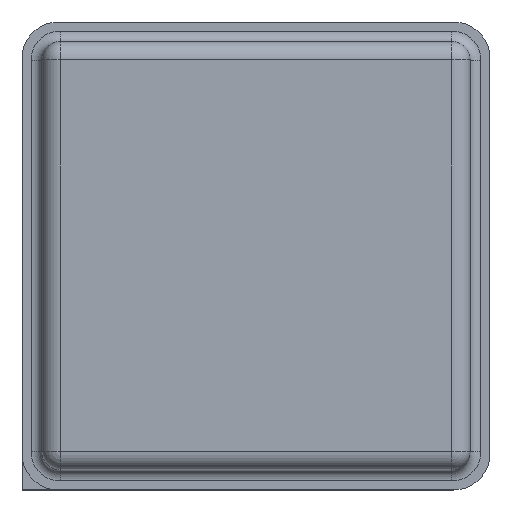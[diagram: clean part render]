
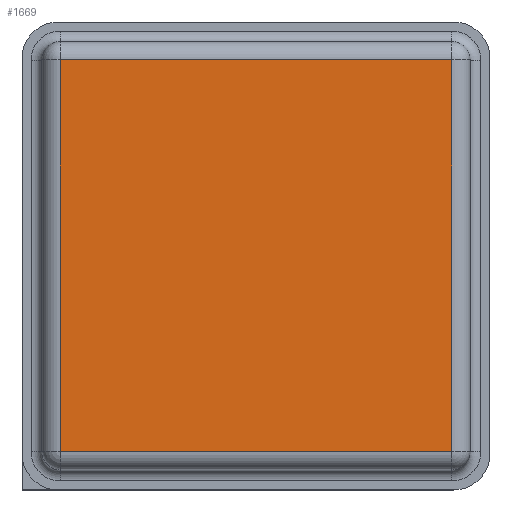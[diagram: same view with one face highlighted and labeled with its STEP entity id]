
A CAD part, top view. The second image highlights one B-rep face of the part: STEP entity #1669.
In plain terms, the highlighted planar face has unit normal (0, 0, 1).
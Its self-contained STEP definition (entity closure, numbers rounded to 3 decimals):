
#672 = CYLINDRICAL_SURFACE('',#673,0.5);
#673 = AXIS2_PLACEMENT_3D('',#674,#675,#676);
#674 = CARTESIAN_POINT('',(5.4,-5.4,4.8));
#675 = DIRECTION('',(-1.,0.,0.));
#676 = DIRECTION('',(0.,0.,1.));
#909 = VERTEX_POINT('',#910);
#910 = CARTESIAN_POINT('',(5.4,-5.4,5.3));
#932 = VERTEX_POINT('',#933);
#933 = CARTESIAN_POINT('',(-5.4,-5.4,5.3));
#958 = EDGE_CURVE('',#909,#932,#959,.T.);
#959 = SURFACE_CURVE('',#960,(#964,#971),.PCURVE_S1.);
#960 = LINE('',#961,#962);
#961 = CARTESIAN_POINT('',(5.4,-5.4,5.3));
#962 = VECTOR('',#963,1.);
#963 = DIRECTION('',(-1.,0.,0.));
#964 = PCURVE('',#672,#965);
#965 = DEFINITIONAL_REPRESENTATION('',(#966),#970);
#966 = LINE('',#967,#968);
#967 = CARTESIAN_POINT('',(0.,0.));
#968 = VECTOR('',#969,1.);
#969 = DIRECTION('',(0.,1.));
#970 = ( GEOMETRIC_REPRESENTATION_CONTEXT(2) 
PARAMETRIC_REPRESENTATION_CONTEXT() REPRESENTATION_CONTEXT('2D SPACE',''
  ) );
#971 = PCURVE('',#972,#977);
#972 = PLANE('',#973);
#973 = AXIS2_PLACEMENT_3D('',#974,#975,#976);
#974 = CARTESIAN_POINT('',(-5.9,5.9,5.3));
#975 = DIRECTION('',(0.,0.,1.));
#976 = DIRECTION('',(1.,0.,0.));
#977 = DEFINITIONAL_REPRESENTATION('',(#978),#982);
#978 = LINE('',#979,#980);
#979 = CARTESIAN_POINT('',(11.3,-11.3));
#980 = VECTOR('',#981,1.);
#981 = DIRECTION('',(-1.,0.));
#982 = ( GEOMETRIC_REPRESENTATION_CONTEXT(2) 
PARAMETRIC_REPRESENTATION_CONTEXT() REPRESENTATION_CONTEXT('2D SPACE',''
  ) );
#1109 = CYLINDRICAL_SURFACE('',#1110,0.5);
#1110 = AXIS2_PLACEMENT_3D('',#1111,#1112,#1113);
#1111 = CARTESIAN_POINT('',(5.4,5.4,4.8));
#1112 = DIRECTION('',(0.,-1.,0.));
#1113 = DIRECTION('',(0.,0.,1.));
#1669 = ADVANCED_FACE('',(#1670),#972,.T.);
#1670 = FACE_BOUND('',#1671,.T.);
#1671 = EDGE_LOOP('',(#1672,#1673,#1696,#1724));
#1672 = ORIENTED_EDGE('',*,*,#958,.F.);
#1673 = ORIENTED_EDGE('',*,*,#1674,.F.);
#1674 = EDGE_CURVE('',#1675,#909,#1677,.T.);
#1675 = VERTEX_POINT('',#1676);
#1676 = CARTESIAN_POINT('',(5.4,5.4,5.3));
#1677 = SURFACE_CURVE('',#1678,(#1682,#1689),.PCURVE_S1.);
#1678 = LINE('',#1679,#1680);
#1679 = CARTESIAN_POINT('',(5.4,5.4,5.3));
#1680 = VECTOR('',#1681,1.);
#1681 = DIRECTION('',(0.,-1.,0.));
#1682 = PCURVE('',#972,#1683);
#1683 = DEFINITIONAL_REPRESENTATION('',(#1684),#1688);
#1684 = LINE('',#1685,#1686);
#1685 = CARTESIAN_POINT('',(11.3,-0.5));
#1686 = VECTOR('',#1687,1.);
#1687 = DIRECTION('',(0.,-1.));
#1688 = ( GEOMETRIC_REPRESENTATION_CONTEXT(2) 
PARAMETRIC_REPRESENTATION_CONTEXT() REPRESENTATION_CONTEXT('2D SPACE',''
  ) );
#1689 = PCURVE('',#1109,#1690);
#1690 = DEFINITIONAL_REPRESENTATION('',(#1691),#1695);
#1691 = LINE('',#1692,#1693);
#1692 = CARTESIAN_POINT('',(0.,0.));
#1693 = VECTOR('',#1694,1.);
#1694 = DIRECTION('',(0.,1.));
#1695 = ( GEOMETRIC_REPRESENTATION_CONTEXT(2) 
PARAMETRIC_REPRESENTATION_CONTEXT() REPRESENTATION_CONTEXT('2D SPACE',''
  ) );
#1696 = ORIENTED_EDGE('',*,*,#1697,.F.);
#1697 = EDGE_CURVE('',#1698,#1675,#1700,.T.);
#1698 = VERTEX_POINT('',#1699);
#1699 = CARTESIAN_POINT('',(-5.4,5.4,5.3));
#1700 = SURFACE_CURVE('',#1701,(#1705,#1712),.PCURVE_S1.);
#1701 = LINE('',#1702,#1703);
#1702 = CARTESIAN_POINT('',(-5.4,5.4,5.3));
#1703 = VECTOR('',#1704,1.);
#1704 = DIRECTION('',(1.,0.,0.));
#1705 = PCURVE('',#972,#1706);
#1706 = DEFINITIONAL_REPRESENTATION('',(#1707),#1711);
#1707 = LINE('',#1708,#1709);
#1708 = CARTESIAN_POINT('',(0.5,-0.5));
#1709 = VECTOR('',#1710,1.);
#1710 = DIRECTION('',(1.,0.));
#1711 = ( GEOMETRIC_REPRESENTATION_CONTEXT(2) 
PARAMETRIC_REPRESENTATION_CONTEXT() REPRESENTATION_CONTEXT('2D SPACE',''
  ) );
#1712 = PCURVE('',#1713,#1718);
#1713 = CYLINDRICAL_SURFACE('',#1714,0.5);
#1714 = AXIS2_PLACEMENT_3D('',#1715,#1716,#1717);
#1715 = CARTESIAN_POINT('',(-5.4,5.4,4.8));
#1716 = DIRECTION('',(1.,0.,0.));
#1717 = DIRECTION('',(0.,0.,1.));
#1718 = DEFINITIONAL_REPRESENTATION('',(#1719),#1723);
#1719 = LINE('',#1720,#1721);
#1720 = CARTESIAN_POINT('',(0.,0.));
#1721 = VECTOR('',#1722,1.);
#1722 = DIRECTION('',(0.,1.));
#1723 = ( GEOMETRIC_REPRESENTATION_CONTEXT(2) 
PARAMETRIC_REPRESENTATION_CONTEXT() REPRESENTATION_CONTEXT('2D SPACE',''
  ) );
#1724 = ORIENTED_EDGE('',*,*,#1725,.F.);
#1725 = EDGE_CURVE('',#932,#1698,#1726,.T.);
#1726 = SURFACE_CURVE('',#1727,(#1731,#1738),.PCURVE_S1.);
#1727 = LINE('',#1728,#1729);
#1728 = CARTESIAN_POINT('',(-5.4,-5.4,5.3));
#1729 = VECTOR('',#1730,1.);
#1730 = DIRECTION('',(0.,1.,0.));
#1731 = PCURVE('',#972,#1732);
#1732 = DEFINITIONAL_REPRESENTATION('',(#1733),#1737);
#1733 = LINE('',#1734,#1735);
#1734 = CARTESIAN_POINT('',(0.5,-11.3));
#1735 = VECTOR('',#1736,1.);
#1736 = DIRECTION('',(0.,1.));
#1737 = ( GEOMETRIC_REPRESENTATION_CONTEXT(2) 
PARAMETRIC_REPRESENTATION_CONTEXT() REPRESENTATION_CONTEXT('2D SPACE',''
  ) );
#1738 = PCURVE('',#1739,#1744);
#1739 = CYLINDRICAL_SURFACE('',#1740,0.5);
#1740 = AXIS2_PLACEMENT_3D('',#1741,#1742,#1743);
#1741 = CARTESIAN_POINT('',(-5.4,-5.4,4.8));
#1742 = DIRECTION('',(0.,1.,0.));
#1743 = DIRECTION('',(0.,0.,1.));
#1744 = DEFINITIONAL_REPRESENTATION('',(#1745),#1749);
#1745 = LINE('',#1746,#1747);
#1746 = CARTESIAN_POINT('',(0.,0.));
#1747 = VECTOR('',#1748,1.);
#1748 = DIRECTION('',(0.,1.));
#1749 = ( GEOMETRIC_REPRESENTATION_CONTEXT(2) 
PARAMETRIC_REPRESENTATION_CONTEXT() REPRESENTATION_CONTEXT('2D SPACE',''
  ) );
